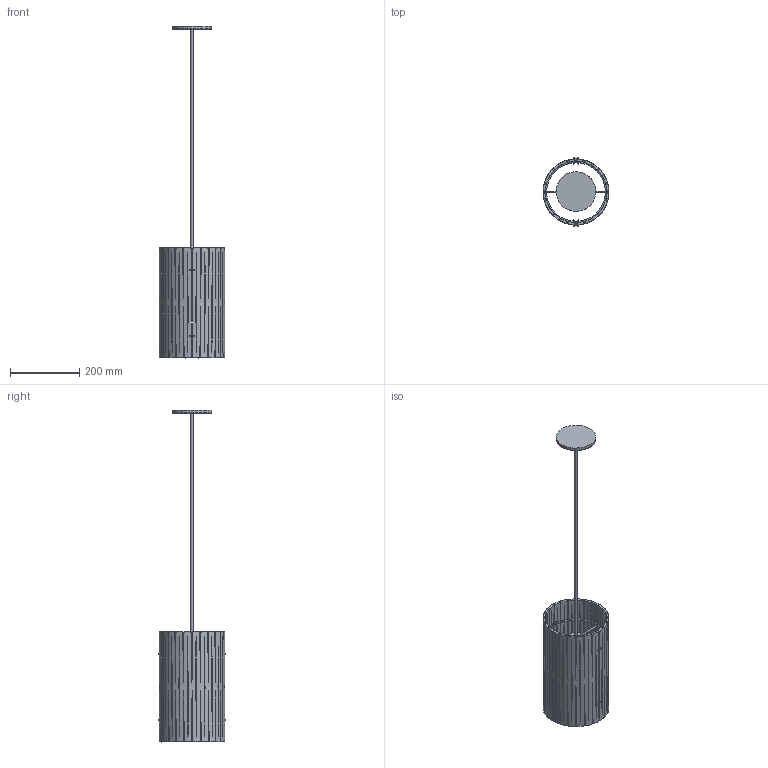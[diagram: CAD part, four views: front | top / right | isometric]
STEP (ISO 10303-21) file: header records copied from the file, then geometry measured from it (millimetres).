
FILE_DESCRIPTION(/* description */ (''),/* implementation_level */ '2;1');
FILE_NAME(/* name */ 'Kerf_P2_Wood_3D_mm',/* time_stamp */ '2025-07-01T16:33:12-07:00',/* author */ (''),/* organization */ (''),/* preprocessor_version */ 'ST-DEVELOPER v16.5',/* originating_system */ '',/* authorisation */ '');
FILE_SCHEMA (('AUTOMOTIVE_DESIGN'));
Length unit declared in the file: millimetre
Products named in the file (1): Document
Bounding box: 190.37 x 196.35 x 959.92 mm (x, y, z)
Volume: 1227414.3 mm3; surface area: 582892.3 mm2
Topology: 12 solids, 14 shells, 466 faces, 1326 edges, 880 vertices
Faces by surface type: bspline 450, plane 16
Entity records: 30086 total; most frequent: CARTESIAN_POINT 21783, ORIENTED_EDGE 2648, EDGE_CURVE 1326, B_SPLINE_CURVE_WITH_KNOTS 1273, VERTEX_POINT 880, EDGE_LOOP 530, ADVANCED_FACE 466, FACE_OUTER_BOUND 466
